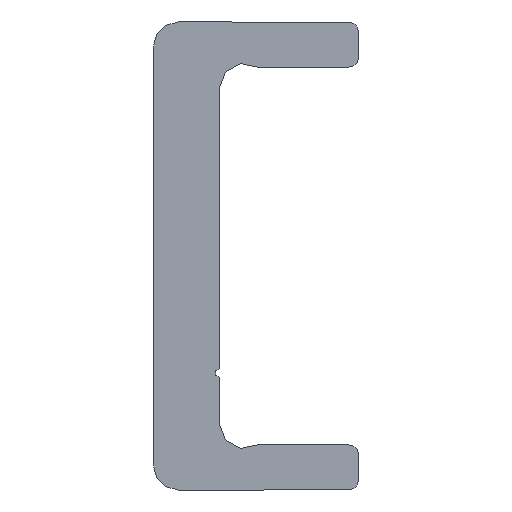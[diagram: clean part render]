
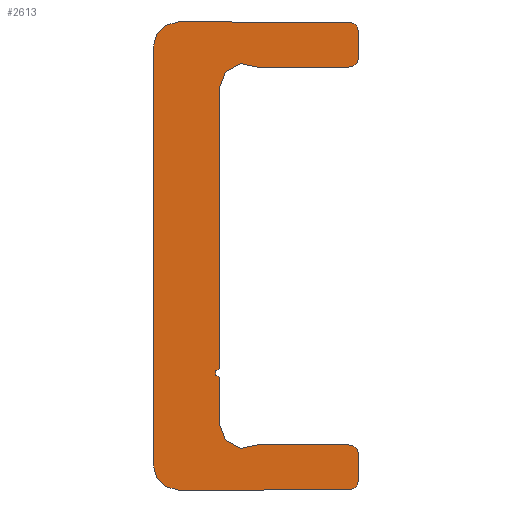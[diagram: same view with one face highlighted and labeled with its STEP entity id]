
A CAD part, left-side view. The second image highlights one B-rep face of the part: STEP entity #2613.
In plain terms, the highlighted planar face has unit normal (-1, 0, 0).
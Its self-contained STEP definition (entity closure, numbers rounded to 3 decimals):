
#1811=CARTESIAN_POINT('',(0.0,2.2,10.03));
#1812=VERTEX_POINT('',#1811);
#1819=CARTESIAN_POINT('',(0.0,2.2,-6.75));
#1820=VERTEX_POINT('',#1819);
#1821=CARTESIAN_POINT('',(0.0,2.2,10.03));
#1822=DIRECTION('',(0.0,0.0,-1.0));
#1823=VECTOR('',#1822,16.78);
#1824=LINE('',#1821,#1823);
#1825=EDGE_CURVE('',#1812,#1820,#1824,.T.);
#1958=CARTESIAN_POINT('',(0.0,-0.098,11.3));
#1959=VERTEX_POINT('',#1958);
#1966=CARTESIAN_POINT('',(0.0,0.7,10.03));
#1967=DIRECTION('',(-1.0,0.0,0.0));
#1968=DIRECTION('',(0.0,-1.0,0.0));
#1969=AXIS2_PLACEMENT_3D('',#1966,#1967,#1968);
#1970=CIRCLE('',#1969,1.5);
#1971=EDGE_CURVE('',#1959,#1812,#1970,.T.);
#1990=CARTESIAN_POINT('',(0.0,-5.55,11.3));
#1991=VERTEX_POINT('',#1990);
#1998=CARTESIAN_POINT('',(0.0,-5.55,11.3));
#1999=DIRECTION('',(0.0,1.0,0.0));
#2000=VECTOR('',#1999,5.452);
#2001=LINE('',#1998,#2000);
#2002=EDGE_CURVE('',#1991,#1959,#2001,.T.);
#2022=CARTESIAN_POINT('',(0.0,-6.15,11.9));
#2023=VERTEX_POINT('',#2022);
#2030=CARTESIAN_POINT('',(0.0,-5.55,11.9));
#2031=DIRECTION('',(1.0,0.0,0.0));
#2032=DIRECTION('',(0.0,-1.0,0.0));
#2033=AXIS2_PLACEMENT_3D('',#2030,#2031,#2032);
#2034=CIRCLE('',#2033,0.6);
#2035=EDGE_CURVE('',#2023,#1991,#2034,.T.);
#2054=CARTESIAN_POINT('',(0.0,-6.15,13.4));
#2055=VERTEX_POINT('',#2054);
#2062=CARTESIAN_POINT('',(0.0,-6.15,13.4));
#2063=DIRECTION('',(0.0,0.0,-1.0));
#2064=VECTOR('',#2063,1.5);
#2065=LINE('',#2062,#2064);
#2066=EDGE_CURVE('',#2055,#2023,#2065,.T.);
#2086=CARTESIAN_POINT('',(0.0,-5.55,14.));
#2087=VERTEX_POINT('',#2086);
#2094=CARTESIAN_POINT('',(0.0,-5.55,13.4));
#2095=DIRECTION('',(1.0,0.0,0.0));
#2096=DIRECTION('',(0.0,0.0,1.0));
#2097=AXIS2_PLACEMENT_3D('',#2094,#2095,#2096);
#2098=CIRCLE('',#2097,0.6);
#2099=EDGE_CURVE('',#2087,#2055,#2098,.T.);
#2118=CARTESIAN_POINT('',(0.0,4.65,14.));
#2119=VERTEX_POINT('',#2118);
#2126=CARTESIAN_POINT('',(0.0,4.65,14.));
#2127=DIRECTION('',(0.0,-1.0,0.0));
#2128=VECTOR('',#2127,10.2);
#2129=LINE('',#2126,#2128);
#2130=EDGE_CURVE('',#2119,#2087,#2129,.T.);
#2150=CARTESIAN_POINT('',(0.0,6.15,12.5));
#2151=VERTEX_POINT('',#2150);
#2158=CARTESIAN_POINT('',(0.0,4.65,12.5));
#2159=DIRECTION('',(1.0,0.0,0.0));
#2160=DIRECTION('',(0.0,1.0,0.0));
#2161=AXIS2_PLACEMENT_3D('',#2158,#2159,#2160);
#2162=CIRCLE('',#2161,1.5);
#2163=EDGE_CURVE('',#2151,#2119,#2162,.T.);
#2182=CARTESIAN_POINT('',(0.0,6.15,-12.5));
#2183=VERTEX_POINT('',#2182);
#2190=CARTESIAN_POINT('',(0.0,6.15,-12.5));
#2191=DIRECTION('',(0.0,0.0,1.0));
#2192=VECTOR('',#2191,25.);
#2193=LINE('',#2190,#2192);
#2194=EDGE_CURVE('',#2183,#2151,#2193,.T.);
#2322=CARTESIAN_POINT('',(0.0,4.65,-14.));
#2323=VERTEX_POINT('',#2322);
#2330=CARTESIAN_POINT('',(0.0,4.65,-12.5));
#2331=DIRECTION('',(1.0,0.0,0.0));
#2332=DIRECTION('',(0.0,0.0,-1.0));
#2333=AXIS2_PLACEMENT_3D('',#2330,#2331,#2332);
#2334=CIRCLE('',#2333,1.5);
#2335=EDGE_CURVE('',#2323,#2183,#2334,.T.);
#2354=CARTESIAN_POINT('',(0.0,-5.55,-14.));
#2355=VERTEX_POINT('',#2354);
#2362=CARTESIAN_POINT('',(0.0,-5.55,-14.));
#2363=DIRECTION('',(0.0,1.0,0.0));
#2364=VECTOR('',#2363,10.2);
#2365=LINE('',#2362,#2364);
#2366=EDGE_CURVE('',#2355,#2323,#2365,.T.);
#2386=CARTESIAN_POINT('',(0.0,-6.15,-13.4));
#2387=VERTEX_POINT('',#2386);
#2394=CARTESIAN_POINT('',(0.0,-5.55,-13.4));
#2395=DIRECTION('',(1.0,0.0,0.0));
#2396=DIRECTION('',(0.0,-1.0,0.0));
#2397=AXIS2_PLACEMENT_3D('',#2394,#2395,#2396);
#2398=CIRCLE('',#2397,0.6);
#2399=EDGE_CURVE('',#2387,#2355,#2398,.T.);
#2418=CARTESIAN_POINT('',(0.0,-6.15,-11.9));
#2419=VERTEX_POINT('',#2418);
#2426=CARTESIAN_POINT('',(0.0,-6.15,-11.9));
#2427=DIRECTION('',(0.0,0.0,-1.0));
#2428=VECTOR('',#2427,1.5);
#2429=LINE('',#2426,#2428);
#2430=EDGE_CURVE('',#2419,#2387,#2429,.T.);
#2450=CARTESIAN_POINT('',(0.0,-5.55,-11.3));
#2451=VERTEX_POINT('',#2450);
#2458=CARTESIAN_POINT('',(0.0,-5.55,-11.9));
#2459=DIRECTION('',(1.0,0.0,0.0));
#2460=DIRECTION('',(0.0,0.0,1.0));
#2461=AXIS2_PLACEMENT_3D('',#2458,#2459,#2460);
#2462=CIRCLE('',#2461,0.6);
#2463=EDGE_CURVE('',#2451,#2419,#2462,.T.);
#2482=CARTESIAN_POINT('',(0.0,-0.098,-11.3));
#2483=VERTEX_POINT('',#2482);
#2490=CARTESIAN_POINT('',(0.0,-0.098,-11.3));
#2491=DIRECTION('',(0.0,-1.0,0.0));
#2492=VECTOR('',#2491,5.452);
#2493=LINE('',#2490,#2492);
#2494=EDGE_CURVE('',#2483,#2451,#2493,.T.);
#2514=CARTESIAN_POINT('',(0.0,2.2,-10.03));
#2515=VERTEX_POINT('',#2514);
#2522=CARTESIAN_POINT('',(0.0,0.7,-10.03));
#2523=DIRECTION('',(-1.0,0.0,0.0));
#2524=DIRECTION('',(0.0,0.532,0.847));
#2525=AXIS2_PLACEMENT_3D('',#2522,#2523,#2524);
#2526=CIRCLE('',#2525,1.5);
#2527=EDGE_CURVE('',#2515,#2483,#2526,.T.);
#2546=CARTESIAN_POINT('',(0.0,2.2,-7.25));
#2547=VERTEX_POINT('',#2546);
#2554=CARTESIAN_POINT('',(0.0,2.2,-7.25));
#2555=DIRECTION('',(0.0,0.0,-1.0));
#2556=VECTOR('',#2555,2.78);
#2557=LINE('',#2554,#2556);
#2558=EDGE_CURVE('',#2547,#2515,#2557,.T.);
#2577=CARTESIAN_POINT('',(0.0,2.2,-7.));
#2578=DIRECTION('',(-1.0,0.0,0.0));
#2579=DIRECTION('',(0.0,0.0,1.0));
#2580=AXIS2_PLACEMENT_3D('',#2577,#2578,#2579);
#2581=CIRCLE('',#2580,0.25);
#2582=EDGE_CURVE('',#1820,#2547,#2581,.T.);
#2588=CARTESIAN_POINT('',(0.0,1.611,-0.021));
#2589=DIRECTION('',(1.0,0.0,0.0));
#2590=DIRECTION('',(0.0,0.0,-1.0));
#2591=AXIS2_PLACEMENT_3D('',#2588,#2589,#2590);
#2592=PLANE('',#2591);
#2593=ORIENTED_EDGE('',*,*,#2582,.F.);
#2594=ORIENTED_EDGE('',*,*,#1825,.F.);
#2595=ORIENTED_EDGE('',*,*,#1971,.F.);
#2596=ORIENTED_EDGE('',*,*,#2002,.F.);
#2597=ORIENTED_EDGE('',*,*,#2035,.F.);
#2598=ORIENTED_EDGE('',*,*,#2066,.F.);
#2599=ORIENTED_EDGE('',*,*,#2099,.F.);
#2600=ORIENTED_EDGE('',*,*,#2130,.F.);
#2601=ORIENTED_EDGE('',*,*,#2163,.F.);
#2602=ORIENTED_EDGE('',*,*,#2194,.F.);
#2603=ORIENTED_EDGE('',*,*,#2335,.F.);
#2604=ORIENTED_EDGE('',*,*,#2366,.F.);
#2605=ORIENTED_EDGE('',*,*,#2399,.F.);
#2606=ORIENTED_EDGE('',*,*,#2430,.F.);
#2607=ORIENTED_EDGE('',*,*,#2463,.F.);
#2608=ORIENTED_EDGE('',*,*,#2494,.F.);
#2609=ORIENTED_EDGE('',*,*,#2527,.F.);
#2610=ORIENTED_EDGE('',*,*,#2558,.F.);
#2611=EDGE_LOOP('',(#2593,#2594,#2595,#2596,#2597,#2598,#2599,#2600,#2601,#2602,#2603,#2604,#2605,#2606,#2607,#2608,#2609,#2610));
#2612=FACE_OUTER_BOUND('',#2611,.T.);
#2613=ADVANCED_FACE('',(#2612),#2592,.F.);
